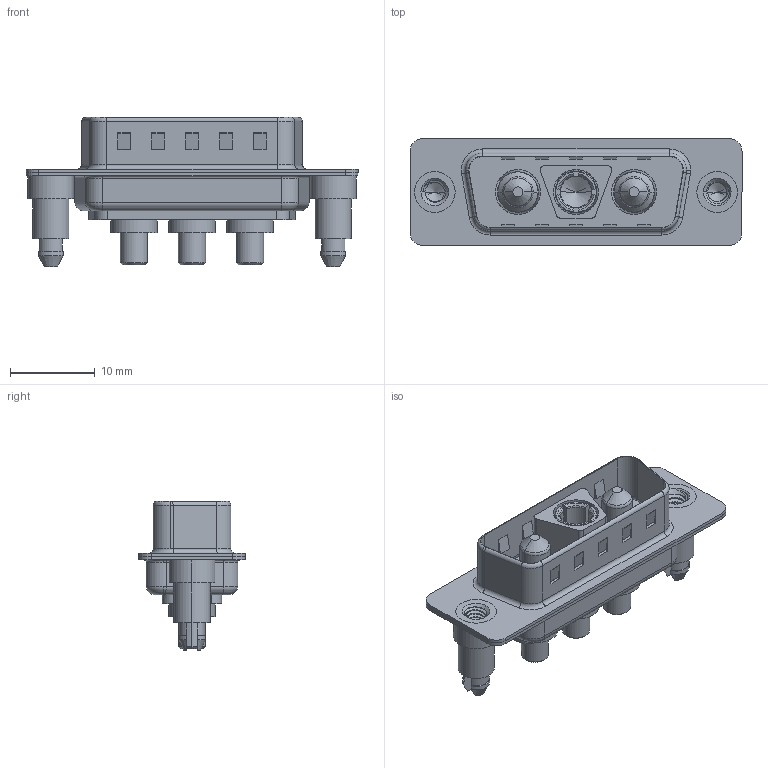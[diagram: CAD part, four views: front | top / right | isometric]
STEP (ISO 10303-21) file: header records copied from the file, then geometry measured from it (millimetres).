
FILE_DESCRIPTION (( 'STEP AP203' ), '1' );
FILE_NAME ('627-3WK3224-3ND.STEP', '2019-05-24T21:08:29', ( '' ), ( '' ), 'SwSTEP 2.0', 'SolidWorks 2016', '' );
FILE_SCHEMA (( 'CONFIG_CONTROL_DESIGN' ));
Length unit declared in the file: millimetre
Products named in the file (8): Power Pin_30A S; 627Combo Threaded Boardlock_5; 627-3WK3224-3ND; 627Combo Housing_3WK3; 627Combo Shell Rear_15 Contacts; 627Combo Shell Front_15 Contacts; 627Combo Threaded Boardlock_D; Power Socket_30A S
Assembly tree (8 placements, depth 2):
  627-3WK3224-3ND
    627Combo Housing_3WK3
    627Combo Shell Rear_15 Contacts
    627Combo Shell Front_15 Contacts
    627Combo Threaded Boardlock_D
    Power Socket_30A S
    Power Pin_30A S  x2
    627Combo Threaded Boardlock_5
Bounding box: 39.15 x 12.6 x 17.6 mm (x, y, z)
Volume: 2307.5 mm3; surface area: 5430.2 mm2
Topology: 11 solids, 11 shells, 563 faces, 1405 edges, 887 vertices
Faces by surface type: cylinder 239, plane 209, torus 58, cone 44, bspline 13
Entity records: 20538 total; most frequent: CARTESIAN_POINT 7019, DIRECTION 2684, ORIENTED_EDGE 2644, EDGE_CURVE 1322, AXIS2_PLACEMENT_3D 1011, VERTEX_POINT 843, VECTOR 662, LINE 662
